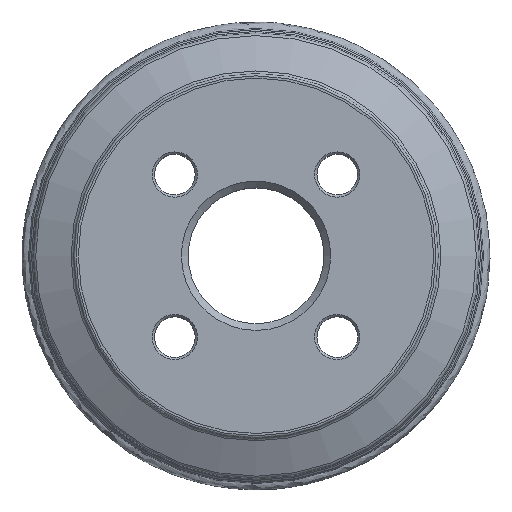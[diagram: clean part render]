
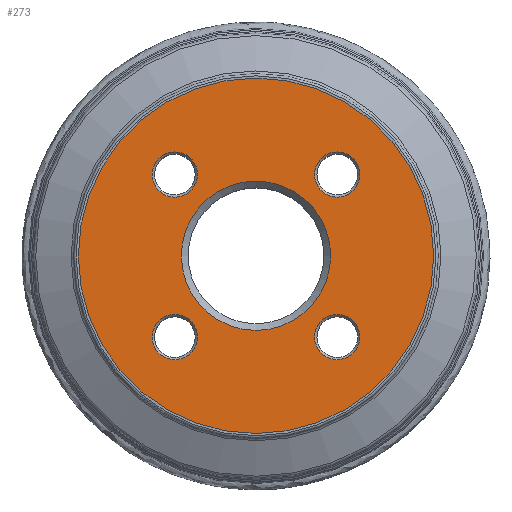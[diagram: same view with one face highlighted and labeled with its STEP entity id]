
A CAD part, top view. The second image highlights one B-rep face of the part: STEP entity #273.
In plain terms, the highlighted planar face has unit normal (0, 0, 1).
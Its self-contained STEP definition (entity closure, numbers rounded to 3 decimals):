
#260=PLANE('',#1175);
#273=ADVANCED_FACE('CU_BACK_F001',(#353,#354,#355,#356,#357,#358),#260,
 .T.);
#353=FACE_BOUND('',#473,.T.);
#354=FACE_BOUND('',#474,.T.);
#355=FACE_BOUND('',#475,.T.);
#356=FACE_BOUND('',#476,.T.);
#357=FACE_BOUND('',#477,.T.);
#358=FACE_BOUND('',#478,.T.);
#473=EDGE_LOOP('',(#593));
#474=EDGE_LOOP('',(#594));
#475=EDGE_LOOP('',(#595));
#476=EDGE_LOOP('',(#596));
#477=EDGE_LOOP('',(#597));
#478=EDGE_LOOP('',(#598));
#593=ORIENTED_EDGE('',*,*,#767,.T.);
#594=ORIENTED_EDGE('',*,*,#768,.T.);
#595=ORIENTED_EDGE('',*,*,#769,.T.);
#596=ORIENTED_EDGE('',*,*,#770,.T.);
#597=ORIENTED_EDGE('',*,*,#771,.F.);
#598=ORIENTED_EDGE('',*,*,#772,.T.);
#707=VERTEX_POINT('',#1699);
#708=VERTEX_POINT('',#1701);
#709=VERTEX_POINT('',#1703);
#710=VERTEX_POINT('',#1705);
#711=VERTEX_POINT('',#1707);
#712=VERTEX_POINT('',#1709);
#767=EDGE_CURVE('',#707,#707,#827,.T.);
#768=EDGE_CURVE('',#708,#708,#828,.T.);
#769=EDGE_CURVE('',#709,#709,#829,.T.);
#770=EDGE_CURVE('',#710,#710,#830,.T.);
#771=EDGE_CURVE('',#711,#711,#831,.T.);
#772=EDGE_CURVE('',#712,#712,#832,.T.);
#827=CIRCLE('',#1169,10.);
#828=CIRCLE('',#1170,10.);
#829=CIRCLE('',#1171,10.);
#830=CIRCLE('',#1172,10.);
#831=CIRCLE('',#1173,78.565);
#832=CIRCLE('',#1174,33.007);
#1169=AXIS2_PLACEMENT_3D('',#1698,#1381,#1382);
#1170=AXIS2_PLACEMENT_3D('',#1700,#1383,#1384);
#1171=AXIS2_PLACEMENT_3D('',#1702,#1385,#1386);
#1172=AXIS2_PLACEMENT_3D('',#1704,#1387,#1388);
#1173=AXIS2_PLACEMENT_3D('',#1706,#1389,#1390);
#1174=AXIS2_PLACEMENT_3D('',#1708,#1391,#1392);
#1175=AXIS2_PLACEMENT_3D('',#1710,#1393,#1394);
#1381=DIRECTION('',(0.,0.,-1.));
#1382=DIRECTION('',(-0.175,0.985,0.));
#1383=DIRECTION('',(0.,0.,-1.));
#1384=DIRECTION('',(-0.175,0.985,0.));
#1385=DIRECTION('',(0.,0.,-1.));
#1386=DIRECTION('',(-0.175,0.985,0.));
#1387=DIRECTION('',(0.,0.,-1.));
#1388=DIRECTION('',(-0.175,0.985,0.));
#1389=DIRECTION('',(0.,0.,-1.));
#1390=DIRECTION('',(-0.175,0.985,0.));
#1391=DIRECTION('',(0.,0.,-1.));
#1392=DIRECTION('',(-0.175,0.985,0.));
#1393=DIRECTION('',(0.,0.,1.));
#1394=DIRECTION('',(-0.175,0.985,0.));
#1698=CARTESIAN_POINT('',(-35.921,-35.921,0.));
#1699=CARTESIAN_POINT('',(-37.668,-26.075,0.));
#1700=CARTESIAN_POINT('',(35.921,35.921,0.));
#1701=CARTESIAN_POINT('',(34.174,45.767,0.));
#1702=CARTESIAN_POINT('',(35.921,-35.921,0.));
#1703=CARTESIAN_POINT('',(34.174,-26.075,0.));
#1704=CARTESIAN_POINT('',(-35.921,35.921,0.));
#1705=CARTESIAN_POINT('',(-37.668,45.767,0.));
#1706=CARTESIAN_POINT('',(0.,0.,0.));
#1707=CARTESIAN_POINT('',(-13.724,77.357,0.));
#1708=CARTESIAN_POINT('',(0.,0.,0.));
#1709=CARTESIAN_POINT('',(-5.766,32.5,0.));
#1710=CARTESIAN_POINT('',(-33.008,0.,0.));
